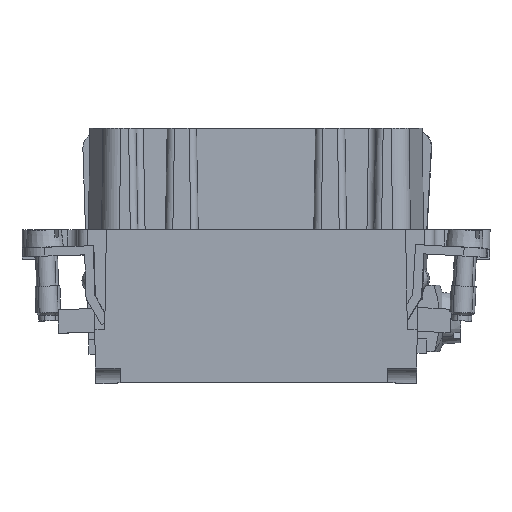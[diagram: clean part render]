
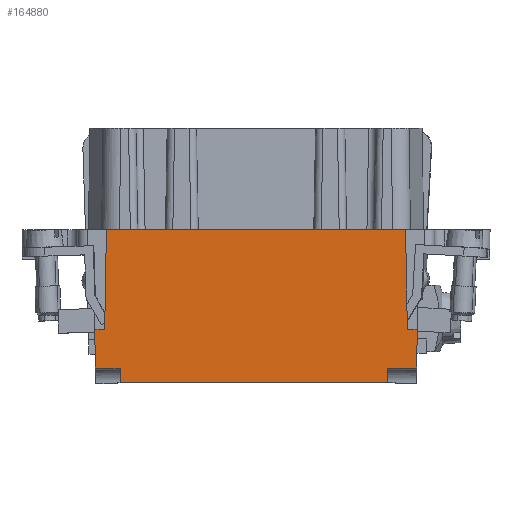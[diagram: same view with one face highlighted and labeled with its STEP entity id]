
A CAD part, left-side view. The second image highlights one B-rep face of the part: STEP entity #164880.
In plain terms, the highlighted face is planar.
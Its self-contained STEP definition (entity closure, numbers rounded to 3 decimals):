
#1180=CARTESIAN_POINT('',(-13.507,-26.651,
-25.149));
#1190=VERTEX_POINT('',#1180);
#1220=CARTESIAN_POINT('',(-12.709,-11.47,
-25.149));
#1230=DIRECTION('',(0.052,0.999,
0.));
#1240=VECTOR('',#1230,1.);
#1250=LINE('',#1220,#1240);
#1260=CARTESIAN_POINT('',(-13.231,-21.408,
-25.149));
#1270=VERTEX_POINT('',#1260);
#1280=EDGE_CURVE('',#1190,#1270,#1250,.T.);
#4950=CARTESIAN_POINT('',(29.9,-29.693,
-25.149));
#4960=VERTEX_POINT('',#4950);
#4990=CARTESIAN_POINT('',(11.339,-28.393,
-25.149));
#5000=DIRECTION('',(-0.998,0.07,
0.));
#5010=VECTOR('',#5000,1.);
#5020=LINE('',#4990,#5010);
#5030=CARTESIAN_POINT('',(26.552,-29.459,
-25.149));
#5040=VERTEX_POINT('',#5030);
#5050=EDGE_CURVE('',#4960,#5040,#5020,.T.);
#5750=CARTESIAN_POINT('',(1.88,-22.467,
-25.149));
#5760=DIRECTION('',(0.998,-0.07,
0.));
#5770=VECTOR('',#5760,1.);
#5780=LINE('',#5750,#5770);
#5790=CARTESIAN_POINT('',(-11.886,-21.502,
-25.149));
#5800=VERTEX_POINT('',#5790);
#5810=EDGE_CURVE('',#1270,#5800,#5780,.T.);
#6420=CARTESIAN_POINT('',(-10.707,-8.052,
-25.149));
#6430=VERTEX_POINT('',#6420);
#6550=CARTESIAN_POINT('',(-11.007,-11.47,
-25.149));
#6560=DIRECTION('',(0.087,0.996,
0.));
#6570=VECTOR('',#6560,1.);
#6580=LINE('',#6550,#6570);
#6590=EDGE_CURVE('',#5800,#6430,#6580,.T.);
#29560=CARTESIAN_POINT('',(11.339,-9.597,
-25.149));
#29570=DIRECTION('',(0.998,-0.07,
0.));
#29580=VECTOR('',#29570,1.);
#29590=LINE('',#29560,#29580);
#29600=CARTESIAN_POINT('',(29.722,-10.885,
-25.149));
#29610=VERTEX_POINT('',#29600);
#29620=EDGE_CURVE('',#6430,#29610,#29590,.T.);
#39130=CARTESIAN_POINT('',(26.412,-31.454,
-25.149));
#39140=VERTEX_POINT('',#39130);
#39170=CARTESIAN_POINT('',(11.339,-30.397,
-25.149));
#39180=DIRECTION('',(0.998,-0.07,
0.));
#39190=VECTOR('',#39180,1.);
#39200=LINE('',#39170,#39190);
#39210=CARTESIAN_POINT('',(-9.707,-28.923,
-25.149));
#39220=VERTEX_POINT('',#39210);
#39230=EDGE_CURVE('',#39220,#39140,#39200,.T.);
#60750=CARTESIAN_POINT('',(30.359,-24.463,
-25.149));
#60760=VERTEX_POINT('',#60750);
#60790=CARTESIAN_POINT('',(31.497,-11.47,
-25.149));
#60800=DIRECTION('',(0.087,0.996,
0.));
#60810=VECTOR('',#60800,1.);
#60820=LINE('',#60790,#60810);
#60830=EDGE_CURVE('',#4960,#60760,#60820,.T.);
#62480=CARTESIAN_POINT('',(29.014,-24.368,
-25.149));
#62490=VERTEX_POINT('',#62480);
#62590=CARTESIAN_POINT('',(29.692,-11.47,
-25.149));
#62600=DIRECTION('',(0.052,0.999,
0.));
#62610=VECTOR('',#62600,1.);
#62620=LINE('',#62590,#62610);
#62630=CARTESIAN_POINT('',(29.126,-22.225,
-25.149));
#62640=VERTEX_POINT('',#62630);
#62650=EDGE_CURVE('',#62640,#29610,#62620,.T.);
#62870=CARTESIAN_POINT('',(29.059,-23.499,
-25.149));
#62880=VERTEX_POINT('',#62870);
#62910=CARTESIAN_POINT('',(29.692,-11.47,
-25.149));
#62920=DIRECTION('',(0.052,0.999,
0.));
#62930=VECTOR('',#62920,1.);
#62940=LINE('',#62910,#62930);
#62950=EDGE_CURVE('',#62490,#62880,#62940,.T.);
#64570=CARTESIAN_POINT('',(-8.484,-11.47,
-25.149));
#64580=DIRECTION('',(0.07,0.998,
0.));
#64590=VECTOR('',#64580,1.);
#64600=LINE('',#64570,#64590);
#64610=CARTESIAN_POINT('',(-9.568,-26.927,
-25.149));
#64620=VERTEX_POINT('',#64610);
#64630=EDGE_CURVE('',#39220,#64620,#64600,.T.);
#64960=CARTESIAN_POINT('',(11.339,-28.393,
-25.149));
#64970=DIRECTION('',(-0.998,0.07,
0.));
#64980=VECTOR('',#64970,1.);
#64990=LINE('',#64960,#64980);
#65000=EDGE_CURVE('',#64620,#1190,#64990,.T.);
#115130=CARTESIAN_POINT('',(11.339,-23.13,
-25.149));
#115140=DIRECTION('',(0.998,-0.07,
0.));
#115150=VECTOR('',#115140,1.);
#115160=LINE('',#115130,#115150);
#115170=EDGE_CURVE('',#62490,#60760,#115160,.T.);
#125340=CARTESIAN_POINT('',(29.692,-11.47,
-25.149));
#125350=DIRECTION('',(-0.052,-0.999,
0.));
#125360=VECTOR('',#125350,1.);
#125370=LINE('',#125340,#125360);
#125380=EDGE_CURVE('',#62640,#62880,#125370,.T.);
#153360=CARTESIAN_POINT('',(27.812,-11.47,
-25.149));
#153370=DIRECTION('',(0.07,0.998,
0.));
#153380=VECTOR('',#153370,1.);
#153390=LINE('',#153360,#153380);
#153400=EDGE_CURVE('',#39140,#5040,#153390,.T.);
#164670=CARTESIAN_POINT('',(18.755,-27.709,
-25.149));
#164680=DIRECTION('',(0.,0.,1.));
#164690=DIRECTION('',(-0.07,-0.998,
0.));
#164700=AXIS2_PLACEMENT_3D('',#164670,#164680,#164690);
#164710=PLANE('',#164700);
#164720=ORIENTED_EDGE('',*,*,#62650,.F.);
#164730=ORIENTED_EDGE('',*,*,#29620,.T.);
#164740=ORIENTED_EDGE('',*,*,#6590,.T.);
#164750=ORIENTED_EDGE('',*,*,#5810,.T.);
#164760=ORIENTED_EDGE('',*,*,#1280,.T.);
#164770=ORIENTED_EDGE('',*,*,#65000,.T.);
#164780=ORIENTED_EDGE('',*,*,#64630,.T.);
#164790=ORIENTED_EDGE('',*,*,#39230,.F.);
#164800=ORIENTED_EDGE('',*,*,#153400,.F.);
#164810=ORIENTED_EDGE('',*,*,#5050,.T.);
#164820=ORIENTED_EDGE('',*,*,#60830,.F.);
#164830=ORIENTED_EDGE('',*,*,#115170,.T.);
#164840=ORIENTED_EDGE('',*,*,#62950,.F.);
#164850=ORIENTED_EDGE('',*,*,#125380,.T.);
#164860=EDGE_LOOP('',(#164850,#164840,#164830,#164820,#164810,#164800,
#164790,#164780,#164770,#164760,#164750,#164740,#164730,#164720));
#164870=FACE_OUTER_BOUND('',#164860,.T.);
#164880=ADVANCED_FACE('',(#164870),#164710,.F.);
